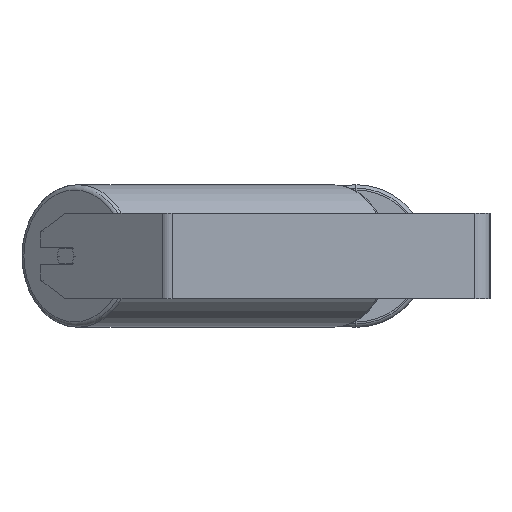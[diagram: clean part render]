
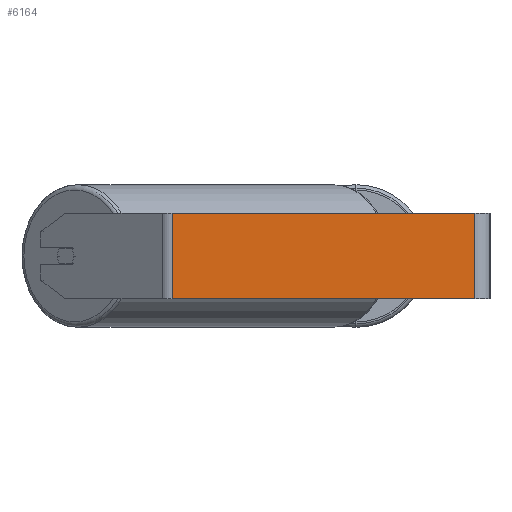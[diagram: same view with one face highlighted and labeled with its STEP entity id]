
A CAD part, left-side view. The second image highlights one B-rep face of the part: STEP entity #6164.
In plain terms, the highlighted planar face has unit normal (-1, 0, 0).
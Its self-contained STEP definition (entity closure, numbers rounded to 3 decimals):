
#402 = LINE ( 'NONE', #3076, #5156 ) ;
#815 = VERTEX_POINT ( 'NONE', #2785 ) ;
#1083 = VECTOR ( 'NONE', #5368, 1000. ) ;
#1775 = EDGE_CURVE ( 'NONE', #4870, #6954, #3530, .T. ) ;
#1880 = VECTOR ( 'NONE', #5890, 1000. ) ;
#1881 = LINE ( 'NONE', #4566, #1083 ) ;
#1910 = EDGE_CURVE ( 'NONE', #8748, #815, #7889, .T. ) ;
#2003 = CARTESIAN_POINT ( 'NONE',  ( -620., 14., -40. ) ) ;
#2653 = ORIENTED_EDGE ( 'NONE', *, *, #3843, .F. ) ;
#2785 = CARTESIAN_POINT ( 'NONE',  ( -620., 296.557, -40. ) ) ;
#2911 = CARTESIAN_POINT ( 'NONE',  ( -620., 14., 40. ) ) ;
#3076 = CARTESIAN_POINT ( 'NONE',  ( -620., 301.653, 40. ) ) ;
#3530 = LINE ( 'NONE', #2911, #8519 ) ;
#3843 = EDGE_CURVE ( 'NONE', #8748, #4870, #402, .T. ) ;
#4509 = CARTESIAN_POINT ( 'NONE',  ( -620., 296.557, 40. ) ) ;
#4566 = CARTESIAN_POINT ( 'NONE',  ( -620., 301.653, -40. ) ) ;
#4716 = EDGE_LOOP ( 'NONE', ( #7594, #6876, #2653, #5624 ) ) ;
#4721 = DIRECTION ( 'NONE',  ( 0., 0., -1. ) ) ;
#4870 = VERTEX_POINT ( 'NONE', #6283 ) ;
#5156 = VECTOR ( 'NONE', #8487, 1000. ) ;
#5368 = DIRECTION ( 'NONE',  ( 0., -1., 0. ) ) ;
#5624 = ORIENTED_EDGE ( 'NONE', *, *, #1910, .T. ) ;
#5890 = DIRECTION ( 'NONE',  ( 0., 0., -1. ) ) ;
#5969 = PLANE ( 'NONE',  #8138 ) ;
#6141 = FACE_OUTER_BOUND ( 'NONE', #4716, .T. ) ;
#6164 = ADVANCED_FACE ( 'NONE', ( #6141 ), #5969, .F. ) ;
#6240 = DIRECTION ( 'NONE',  ( 0., 0., -1. ) ) ;
#6283 = CARTESIAN_POINT ( 'NONE',  ( -620., 14., 40. ) ) ;
#6675 = CARTESIAN_POINT ( 'NONE',  ( -620., 301.653, 40. ) ) ;
#6801 = CARTESIAN_POINT ( 'NONE',  ( -620., 296.557, 40. ) ) ;
#6855 = EDGE_CURVE ( 'NONE', #815, #6954, #1881, .T. ) ;
#6876 = ORIENTED_EDGE ( 'NONE', *, *, #1775, .F. ) ;
#6954 = VERTEX_POINT ( 'NONE', #2003 ) ;
#7594 = ORIENTED_EDGE ( 'NONE', *, *, #6855, .T. ) ;
#7889 = LINE ( 'NONE', #4509, #1880 ) ;
#8138 = AXIS2_PLACEMENT_3D ( 'NONE', #6675, #8674, #4721 ) ;
#8487 = DIRECTION ( 'NONE',  ( 0., -1., 0. ) ) ;
#8519 = VECTOR ( 'NONE', #6240, 1000. ) ;
#8674 = DIRECTION ( 'NONE',  ( 1., 0., 0. ) ) ;
#8748 = VERTEX_POINT ( 'NONE', #6801 ) ;
